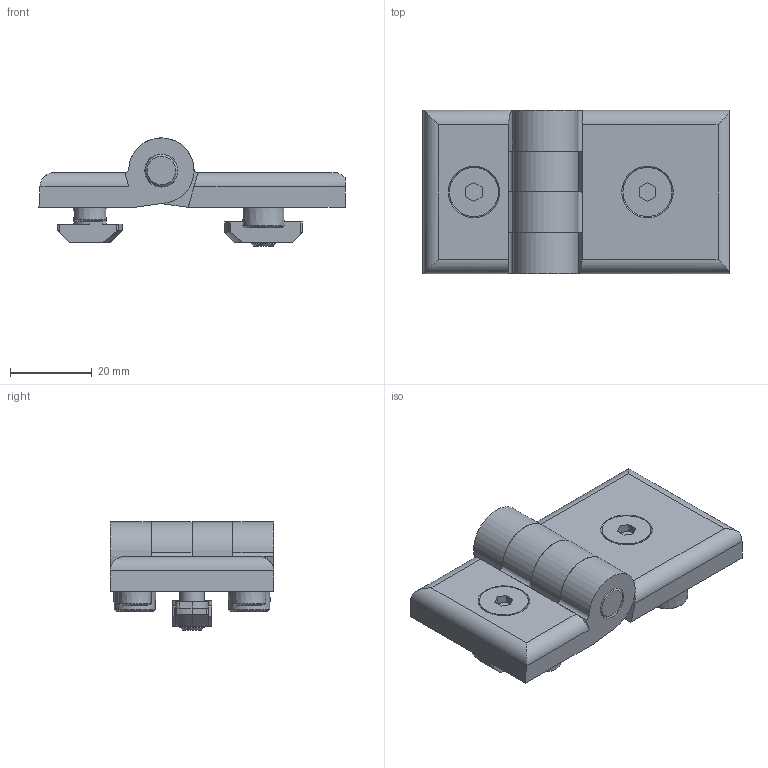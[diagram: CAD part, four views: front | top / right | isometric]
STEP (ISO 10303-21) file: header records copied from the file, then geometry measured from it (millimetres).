
FILE_DESCRIPTION(/* description */ (''),/* implementation_level */ '2;1');
FILE_NAME(/* name */ '1025800.stp',/* time_stamp */ '2024-07-24T09:44:30+02:00',/* author */ ('Bo'),/* organization */ (''),/* preprocessor_version */ 'ST-DEVELOPER v20',/* originating_system */ 'Autodesk Inventor 2025',/* authorisation */ ' ');
FILE_SCHEMA (('AUTOMOTIVE_DESIGN { 1 0 10303 214 3 1 1 }'));
Length unit declared in the file: millimetre
Products named in the file (4): 1025800; 1025800-1; 1025800-2; 1025800-3
Assembly tree (3 placements, depth 2):
  1025800
    1025800-1
    1025800-2
    1025800-3
Bounding box: 75 x 40 x 26.49 mm (x, y, z)
Volume: 25517.4 mm3; surface area: 15846.3 mm2
Topology: 3 solids, 5 shells, 236 faces, 609 edges, 399 vertices
Faces by surface type: plane 116, cylinder 100, cone 18, bspline 2
Full cylindrical faces by diameter (mm): 5 x1, 6 x5, 6.6 x2, 8 x3, 8.1 x2, 12 x2
Entity records: 7837 total; most frequent: CARTESIAN_POINT 1453, DIRECTION 1318, ORIENTED_EDGE 1218, EDGE_CURVE 609, AXIS2_PLACEMENT_3D 484, VERTEX_POINT 399, LINE 350, VECTOR 350
